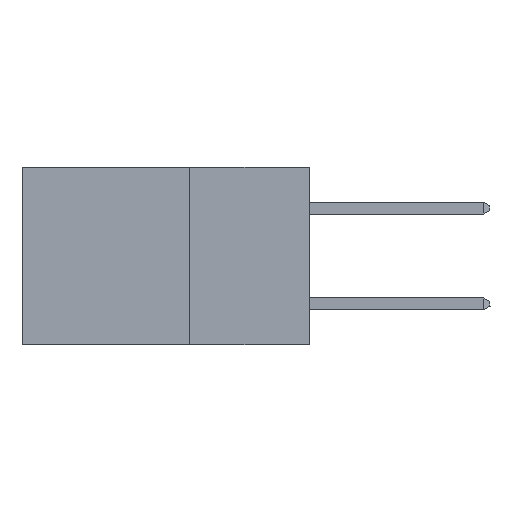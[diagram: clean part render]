
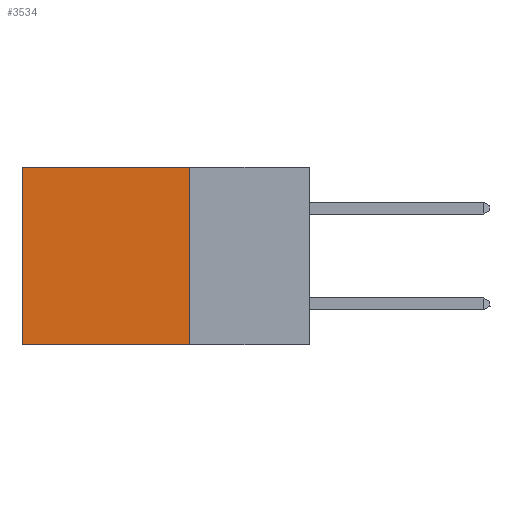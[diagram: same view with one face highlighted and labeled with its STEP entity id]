
A CAD part, left-side view. The second image highlights one B-rep face of the part: STEP entity #3534.
In plain terms, the highlighted planar face has unit normal (-1, 0, 0).
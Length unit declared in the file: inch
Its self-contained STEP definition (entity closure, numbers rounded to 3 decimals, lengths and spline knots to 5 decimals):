
#1925 = CARTESIAN_POINT ( 'NONE',  ( 0.2875, 0.6, -0.37 ) ) ;
#2357 = DIRECTION ( 'NONE',  ( 0., 0., -1. ) ) ;
#2469 = AXIS2_PLACEMENT_3D ( 'NONE', #15812, #20580, #2357 ) ;
#2789 = DIRECTION ( 'NONE',  ( 0., 0., -1. ) ) ;
#2946 = CARTESIAN_POINT ( 'NONE',  ( 0.2875, 0.25, -0.37 ) ) ;
#3534 = ADVANCED_FACE ( 'NONE', ( #27609 ), #25212, .F. ) ;
#4620 = LINE ( 'NONE', #14920, #5225 ) ;
#4843 = ORIENTED_EDGE ( 'NONE', *, *, #17019, .F. ) ;
#5034 = LINE ( 'NONE', #23244, #14351 ) ;
#5225 = VECTOR ( 'NONE', #9982, 39.37008 ) ;
#6628 = DIRECTION ( 'NONE',  ( 0., 0., -1. ) ) ;
#8428 = LINE ( 'NONE', #15453, #17542 ) ;
#8517 = VECTOR ( 'NONE', #29130, 39.37008 ) ;
#8659 = LINE ( 'NONE', #26742, #8517 ) ;
#9032 = ORIENTED_EDGE ( 'NONE', *, *, #20609, .T. ) ;
#9596 = ORIENTED_EDGE ( 'NONE', *, *, #23229, .T. ) ;
#9982 = DIRECTION ( 'NONE',  ( 0., 1., 0. ) ) ;
#10005 = EDGE_LOOP ( 'NONE', ( #9596, #21258, #4843, #9032 ) ) ;
#10034 = CARTESIAN_POINT ( 'NONE',  ( 0.2875, 0.25, 0. ) ) ;
#11851 = VERTEX_POINT ( 'NONE', #26540 ) ;
#14351 = VECTOR ( 'NONE', #2789, 39.37008 ) ;
#14920 = CARTESIAN_POINT ( 'NONE',  ( 0.2875, 0.25, -0.37 ) ) ;
#15341 = VERTEX_POINT ( 'NONE', #10034 ) ;
#15453 = CARTESIAN_POINT ( 'NONE',  ( 0.2875, 0.25, 0. ) ) ;
#15812 = CARTESIAN_POINT ( 'NONE',  ( 0.2875, 0.25, 0. ) ) ;
#15955 = VERTEX_POINT ( 'NONE', #1925 ) ;
#17019 = EDGE_CURVE ( 'NONE', #15341, #17642, #8428, .T. ) ;
#17542 = VECTOR ( 'NONE', #6628, 39.37008 ) ;
#17642 = VERTEX_POINT ( 'NONE', #2946 ) ;
#20580 = DIRECTION ( 'NONE',  ( 1., 0., 0. ) ) ;
#20609 = EDGE_CURVE ( 'NONE', #15341, #11851, #8659, .T. ) ;
#21258 = ORIENTED_EDGE ( 'NONE', *, *, #21451, .F. ) ;
#21451 = EDGE_CURVE ( 'NONE', #17642, #15955, #4620, .T. ) ;
#23229 = EDGE_CURVE ( 'NONE', #11851, #15955, #5034, .T. ) ;
#23244 = CARTESIAN_POINT ( 'NONE',  ( 0.2875, 0.6, 0. ) ) ;
#25212 = PLANE ( 'NONE',  #2469 ) ;
#26540 = CARTESIAN_POINT ( 'NONE',  ( 0.2875, 0.6, 0. ) ) ;
#26742 = CARTESIAN_POINT ( 'NONE',  ( 0.2875, 0.25, 0. ) ) ;
#27609 = FACE_OUTER_BOUND ( 'NONE', #10005, .T. ) ;
#29130 = DIRECTION ( 'NONE',  ( 0., 1., 0. ) ) ;
